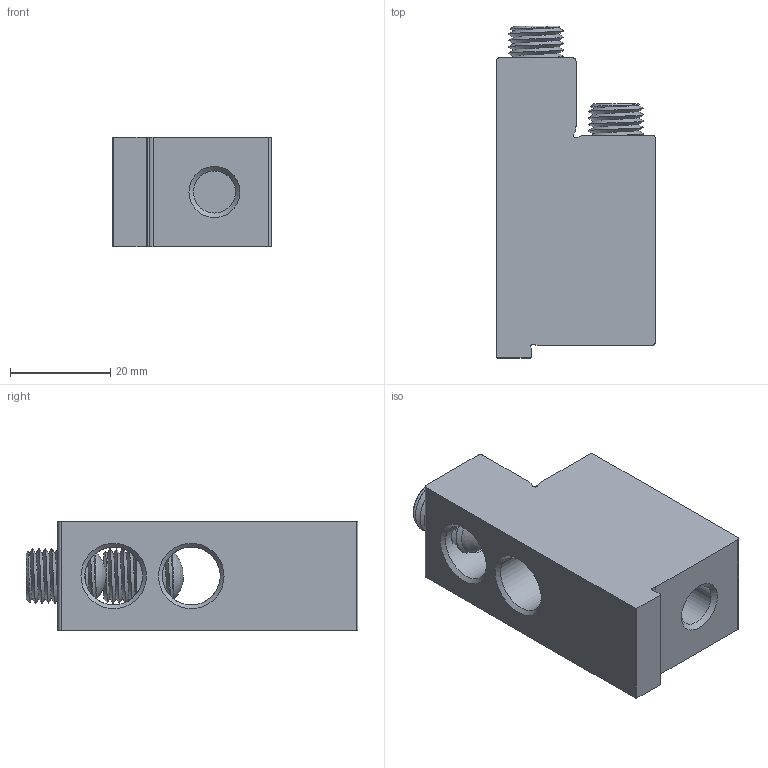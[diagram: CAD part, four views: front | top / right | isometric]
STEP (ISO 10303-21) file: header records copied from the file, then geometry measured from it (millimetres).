
FILE_DESCRIPTION(/* description */ (''),/* implementation_level */ '2;1');
FILE_NAME(/* name */ '2S2-0-TP-STK3-M10-53-HEX.stp',/* time_stamp */ '2022-05-04T13:58:52-04:00',/* author */ ('dhiltner'),/* organization */ (''),/* preprocessor_version */ 'ST-DEVELOPER v18.1',/* originating_system */ 'Autodesk Inventor 2022',/* authorisation */ '');
FILE_SCHEMA (('AUTOMOTIVE_DESIGN { 1 0 10303 214 3 1 1 }'));
Length unit declared in the file: inch
Products named in the file (3): 2S2-0-TP-STK3-M10-53-HEX; 2S2-0-TP-STK3-M10-53; 11703
Assembly tree (3 placements, depth 2):
  2S2-0-TP-STK3-M10-53-HEX
    2S2-0-TP-STK3-M10-53
    11703  x2
Bounding box: 31.75 x 66.07 x 21.89 mm (x, y, z)
Volume: 29683.5 mm3; surface area: 11315.1 mm2
Topology: 3 solids, 3 shells, 104 faces, 285 edges, 188 vertices
Faces by surface type: cylinder 47, plane 35, cone 14, sphere 4, bspline 4
Full cylindrical faces by diameter (mm): 4.648 x2, 8.382 x1, 9.728 x2, 11.079 x18, 11.506 x2
Entity records: 4944 total; most frequent: CARTESIAN_POINT 3025, ORIENTED_EDGE 396, DIRECTION 353, EDGE_CURVE 198, AXIS2_PLACEMENT_3D 134, VERTEX_POINT 132, EDGE_LOOP 86, LINE 85
